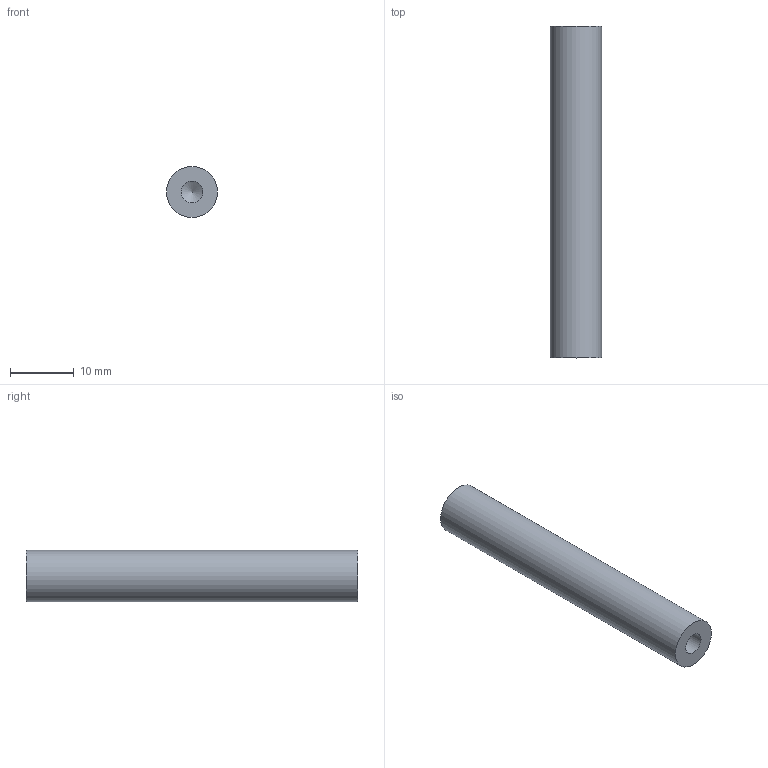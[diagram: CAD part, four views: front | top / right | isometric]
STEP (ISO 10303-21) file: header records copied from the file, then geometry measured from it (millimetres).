
FILE_DESCRIPTION(/* description */ (''),/* implementation_level */ '2;1');
FILE_NAME(/* name */ 'rod for print.step',/* time_stamp */ '2025-05-23T01:15:37+02:00',/* author */ ('klawy'),/* organization */ (''),/* preprocessor_version */ 'ST-DEVELOPER v20',/* originating_system */ 'Autodesk Inventor 2025',/* authorisation */ '');
FILE_SCHEMA (('AUTOMOTIVE_DESIGN { 1 0 10303 214 3 1 1 }'));
Length unit declared in the file: millimetre
Products named in the file (1): rod  for print
Bounding box: 8 x 52 x 8 mm (x, y, z)
Volume: 2326.6 mm3; surface area: 1751.2 mm2
Topology: 1 solids, 1 shells, 25 faces, 55 edges, 36 vertices
Faces by surface type: plane 18, cylinder 5, cone 2
Full cylindrical faces by diameter (mm): 3.4 x4, 8 x1
Entity records: 716 total; most frequent: DIRECTION 115, CARTESIAN_POINT 115, ORIENTED_EDGE 106, EDGE_CURVE 53, LINE 43, VECTOR 43, VERTEX_POINT 36, AXIS2_PLACEMENT_3D 36
